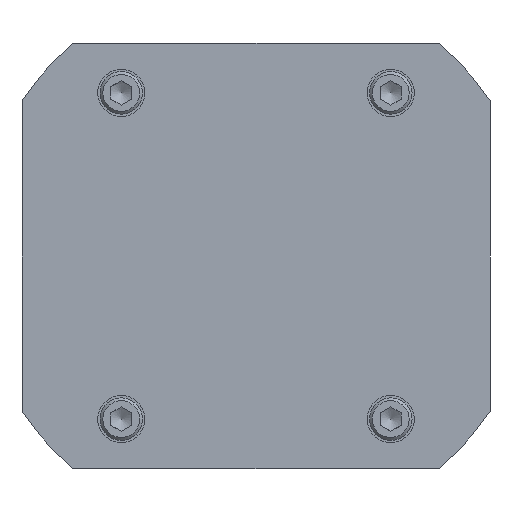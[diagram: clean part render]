
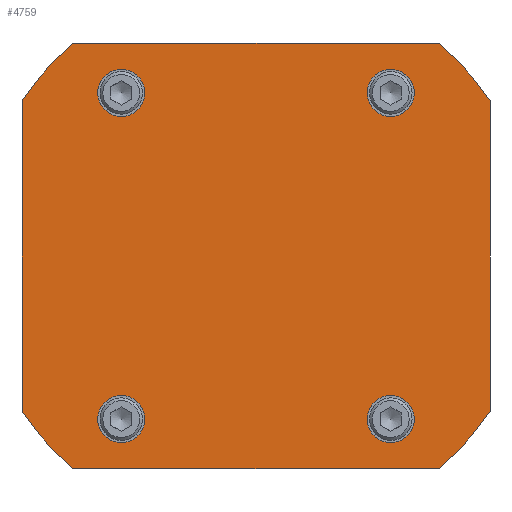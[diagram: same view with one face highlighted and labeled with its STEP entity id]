
A CAD part, front view. The second image highlights one B-rep face of the part: STEP entity #4759.
In plain terms, the highlighted planar face has unit normal (0, -1, 0).
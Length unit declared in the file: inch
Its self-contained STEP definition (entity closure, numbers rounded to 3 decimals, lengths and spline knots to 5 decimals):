
#4223=CARTESIAN_POINT('',(2.0625,0.0,1.36811));
#4224=VERTEX_POINT('',#4223);
#4233=CARTESIAN_POINT('',(2.0625,0.0,-1.36811));
#4234=VERTEX_POINT('',#4233);
#4235=CARTESIAN_POINT('',(2.0625,0.0,-1.36811));
#4236=DIRECTION('',(0.0,0.0,1.0));
#4237=VECTOR('',#4236,2.73622);
#4238=LINE('',#4235,#4237);
#4239=EDGE_CURVE('',#4234,#4224,#4238,.T.);
#4286=CARTESIAN_POINT('',(1.61555,0.0,-1.875));
#4287=VERTEX_POINT('',#4286);
#4296=CARTESIAN_POINT('',(-1.61555,0.0,-1.875));
#4297=VERTEX_POINT('',#4296);
#4298=CARTESIAN_POINT('',(-1.61555,0.0,-1.875));
#4299=DIRECTION('',(1.0,0.0,0.0));
#4300=VECTOR('',#4299,3.2311);
#4301=LINE('',#4298,#4300);
#4302=EDGE_CURVE('',#4297,#4287,#4301,.T.);
#4369=CARTESIAN_POINT('',(-2.0625,0.0,-1.36811));
#4370=VERTEX_POINT('',#4369);
#4379=CARTESIAN_POINT('',(-2.0625,0.0,1.36811));
#4380=VERTEX_POINT('',#4379);
#4381=CARTESIAN_POINT('',(-2.0625,0.0,1.36811));
#4382=DIRECTION('',(0.0,0.0,-1.0));
#4383=VECTOR('',#4382,2.73622);
#4384=LINE('',#4381,#4383);
#4385=EDGE_CURVE('',#4380,#4370,#4384,.T.);
#4433=CARTESIAN_POINT('',(-1.395,0.0,-1.4375));
#4434=VERTEX_POINT('',#4433);
#4435=CARTESIAN_POINT('',(-1.1875,0.0,-1.4375));
#4436=DIRECTION('',(0.0,1.0,0.0));
#4437=DIRECTION('',(-1.0,0.0,0.0));
#4438=AXIS2_PLACEMENT_3D('',#4435,#4436,#4437);
#4439=CIRCLE('',#4438,0.2075);
#4440=EDGE_CURVE('',#4434,#4434,#4439,.T.);
#4482=CARTESIAN_POINT('',(-1.395,0.0,1.4375));
#4483=VERTEX_POINT('',#4482);
#4484=CARTESIAN_POINT('',(-1.1875,0.0,1.4375));
#4485=DIRECTION('',(0.0,1.0,0.0));
#4486=DIRECTION('',(-1.0,0.0,0.0));
#4487=AXIS2_PLACEMENT_3D('',#4484,#4485,#4486);
#4488=CIRCLE('',#4487,0.2075);
#4489=EDGE_CURVE('',#4483,#4483,#4488,.T.);
#4523=CARTESIAN_POINT('',(0.98,0.0,-1.4375));
#4524=VERTEX_POINT('',#4523);
#4525=CARTESIAN_POINT('',(1.1875,0.0,-1.4375));
#4526=DIRECTION('',(0.0,1.0,0.0));
#4527=DIRECTION('',(-1.0,0.0,0.0));
#4528=AXIS2_PLACEMENT_3D('',#4525,#4526,#4527);
#4529=CIRCLE('',#4528,0.2075);
#4530=EDGE_CURVE('',#4524,#4524,#4529,.T.);
#4581=CARTESIAN_POINT('',(0.98,0.0,1.4375));
#4582=VERTEX_POINT('',#4581);
#4583=CARTESIAN_POINT('',(1.1875,0.0,1.4375));
#4584=DIRECTION('',(0.0,1.0,0.0));
#4585=DIRECTION('',(-1.0,0.0,0.0));
#4586=AXIS2_PLACEMENT_3D('',#4583,#4584,#4585);
#4587=CIRCLE('',#4586,0.2075);
#4588=EDGE_CURVE('',#4582,#4582,#4587,.T.);
#4601=CARTESIAN_POINT('',(1.61555,0.0,1.875));
#4602=VERTEX_POINT('',#4601);
#4611=CARTESIAN_POINT('',(0.0,0.0,0.0));
#4612=DIRECTION('',(0.0,-1.,0.0));
#4613=DIRECTION('',(-0.653,0.0,-0.758));
#4614=AXIS2_PLACEMENT_3D('',#4611,#4612,#4613);
#4615=CIRCLE('',#4614,2.475);
#4616=EDGE_CURVE('',#4224,#4602,#4615,.T.);
#4634=CARTESIAN_POINT('',(-1.61555,0.0,1.875));
#4635=VERTEX_POINT('',#4634);
#4644=CARTESIAN_POINT('',(1.61555,0.0,1.875));
#4645=DIRECTION('',(-1.0,0.0,0.0));
#4646=VECTOR('',#4645,3.2311);
#4647=LINE('',#4644,#4646);
#4648=EDGE_CURVE('',#4602,#4635,#4647,.T.);
#4666=CARTESIAN_POINT('',(0.0,0.0,0.0));
#4667=DIRECTION('',(0.0,-1.,0.0));
#4668=DIRECTION('',(0.833,0.0,-0.553));
#4669=AXIS2_PLACEMENT_3D('',#4666,#4667,#4668);
#4670=CIRCLE('',#4669,2.475);
#4671=EDGE_CURVE('',#4635,#4380,#4670,.T.);
#4690=CARTESIAN_POINT('',(0.0,0.0,0.0));
#4691=DIRECTION('',(0.0,-1.,0.0));
#4692=DIRECTION('',(0.653,0.0,0.758));
#4693=AXIS2_PLACEMENT_3D('',#4690,#4691,#4692);
#4694=CIRCLE('',#4693,2.475);
#4695=EDGE_CURVE('',#4370,#4297,#4694,.T.);
#4714=CARTESIAN_POINT('',(0.0,0.0,0.0));
#4715=DIRECTION('',(0.0,-1.,0.0));
#4716=DIRECTION('',(-0.833,0.0,0.553));
#4717=AXIS2_PLACEMENT_3D('',#4714,#4715,#4716);
#4718=CIRCLE('',#4717,2.475);
#4719=EDGE_CURVE('',#4287,#4234,#4718,.T.);
#4732=CARTESIAN_POINT('',(0.,0.0,0.));
#4733=DIRECTION('',(0.0,1.0,0.0));
#4734=DIRECTION('',(0.0,0.0,-1.0));
#4735=AXIS2_PLACEMENT_3D('',#4732,#4733,#4734);
#4736=PLANE('',#4735);
#4737=ORIENTED_EDGE('',*,*,#4239,.T.);
#4738=ORIENTED_EDGE('',*,*,#4616,.T.);
#4739=ORIENTED_EDGE('',*,*,#4648,.T.);
#4740=ORIENTED_EDGE('',*,*,#4671,.T.);
#4741=ORIENTED_EDGE('',*,*,#4385,.T.);
#4742=ORIENTED_EDGE('',*,*,#4695,.T.);
#4743=ORIENTED_EDGE('',*,*,#4302,.T.);
#4744=ORIENTED_EDGE('',*,*,#4719,.T.);
#4745=EDGE_LOOP('',(#4737,#4738,#4739,#4740,#4741,#4742,#4743,#4744));
#4746=FACE_OUTER_BOUND('',#4745,.T.);
#4747=ORIENTED_EDGE('',*,*,#4440,.T.);
#4748=EDGE_LOOP('',(#4747));
#4749=FACE_BOUND('',#4748,.T.);
#4750=ORIENTED_EDGE('',*,*,#4489,.T.);
#4751=EDGE_LOOP('',(#4750));
#4752=FACE_BOUND('',#4751,.T.);
#4753=ORIENTED_EDGE('',*,*,#4530,.T.);
#4754=EDGE_LOOP('',(#4753));
#4755=FACE_BOUND('',#4754,.T.);
#4756=ORIENTED_EDGE('',*,*,#4588,.T.);
#4757=EDGE_LOOP('',(#4756));
#4758=FACE_BOUND('',#4757,.T.);
#4759=ADVANCED_FACE('',(#4746,#4749,#4752,#4755,#4758),#4736,.F.);
